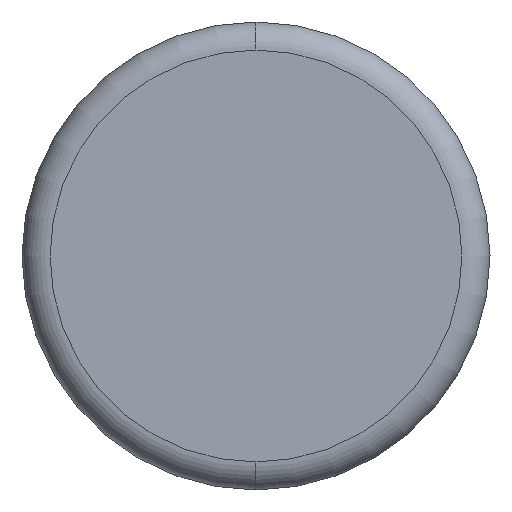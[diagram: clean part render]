
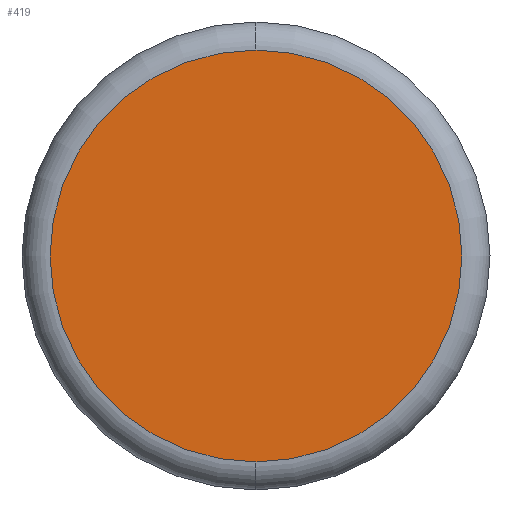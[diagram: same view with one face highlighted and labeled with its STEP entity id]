
A CAD part, front view. The second image highlights one B-rep face of the part: STEP entity #419.
In plain terms, the highlighted planar face has unit normal (0, -1, 0).
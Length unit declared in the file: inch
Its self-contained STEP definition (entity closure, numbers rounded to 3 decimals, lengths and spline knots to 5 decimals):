
#23 = CARTESIAN_POINT ( 'NONE',  ( 0., 0., 0. ) ) ;
#28 = ORIENTED_EDGE ( 'NONE', *, *, #222, .T. ) ;
#42 = AXIS2_PLACEMENT_3D ( 'NONE', #386, #516, #130 ) ;
#70 = VERTEX_POINT ( 'NONE', #291 ) ;
#94 = EDGE_CURVE ( 'NONE', #517, #70, #500, .T. ) ;
#95 = ORIENTED_EDGE ( 'NONE', *, *, #94, .T. ) ;
#130 = DIRECTION ( 'NONE',  ( 0., 0., -1. ) ) ;
#142 = DIRECTION ( 'NONE',  ( 0., 0., -1. ) ) ;
#144 = CIRCLE ( 'NONE', #197, 0.44 ) ;
#194 = FACE_OUTER_BOUND ( 'NONE', #356, .T. ) ;
#197 = AXIS2_PLACEMENT_3D ( 'NONE', #284, #236, #368 ) ;
#219 = CARTESIAN_POINT ( 'NONE',  ( 0., 0., 0.44 ) ) ;
#222 = EDGE_CURVE ( 'NONE', #70, #517, #144, .T. ) ;
#236 = DIRECTION ( 'NONE',  ( 0., -1., 0. ) ) ;
#284 = CARTESIAN_POINT ( 'NONE',  ( 0., 0., 0. ) ) ;
#289 = DIRECTION ( 'NONE',  ( 0., -1., 0. ) ) ;
#291 = CARTESIAN_POINT ( 'NONE',  ( 0., 0., -0.44 ) ) ;
#356 = EDGE_LOOP ( 'NONE', ( #28, #95 ) ) ;
#368 = DIRECTION ( 'NONE',  ( 0., 0., -1. ) ) ;
#386 = CARTESIAN_POINT ( 'NONE',  ( 0., 0., 0. ) ) ;
#419 = ADVANCED_FACE ( 'NONE', ( #194 ), #429, .T. ) ;
#429 = PLANE ( 'NONE',  #492 ) ;
#492 = AXIS2_PLACEMENT_3D ( 'NONE', #23, #289, #142 ) ;
#500 = CIRCLE ( 'NONE', #42, 0.44 ) ;
#516 = DIRECTION ( 'NONE',  ( 0., -1., 0. ) ) ;
#517 = VERTEX_POINT ( 'NONE', #219 ) ;
